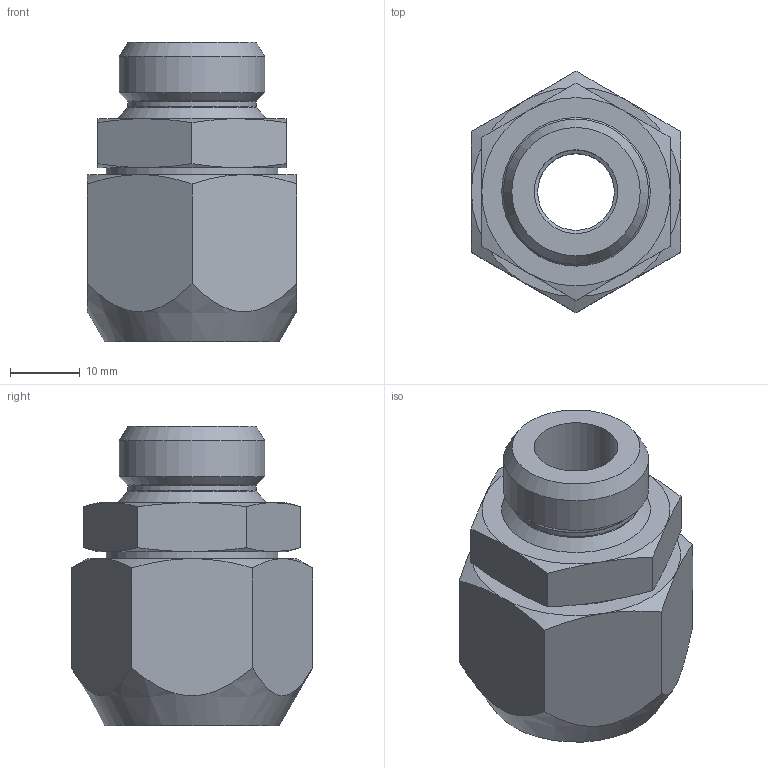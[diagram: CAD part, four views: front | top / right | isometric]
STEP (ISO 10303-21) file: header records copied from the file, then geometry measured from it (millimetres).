
FILE_DESCRIPTION(/* description */ (''),/* implementation_level */ '2;1');
FILE_NAME(/* name */ 'cx_1213_a.stp',/* time_stamp */ '2017-04-18T09:42:27+02:00',/* author */ ('leitheußer'),/* organization */ (''),/* preprocessor_version */ 'ST-DEVELOPER v15.6',/* originating_system */ 'Autodesk Inventor LT ',/* authorisation */ '');
FILE_SCHEMA (('AUTOMOTIVE_DESIGN { 1 0 10303 214 3 1 1 }'));
Length unit declared in the file: millimetre
Products named in the file (1): 68-0813
Bounding box: 30 x 34.64 x 43 mm (x, y, z)
Volume: 19608.7 mm3; surface area: 8471.4 mm2
Topology: 1 solids, 1 shells, 57 faces, 119 edges, 71 vertices
Faces by surface type: cone 24, plane 21, cylinder 7, torus 5
Full cylindrical faces by diameter (mm): 11 x1, 12 x1, 15 x1, 18.4 x1, 20.4 x1, 20.82 x1, 24.6 x1
Entity records: 1363 total; most frequent: CARTESIAN_POINT 306, DIRECTION 214, ORIENTED_EDGE 194, AXIS2_PLACEMENT_3D 101, EDGE_CURVE 97, EDGE_LOOP 84, VERTEX_POINT 67, FACE_OUTER_BOUND 57
